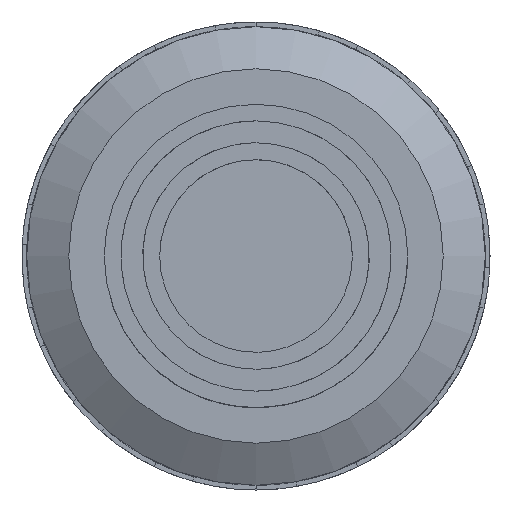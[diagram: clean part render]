
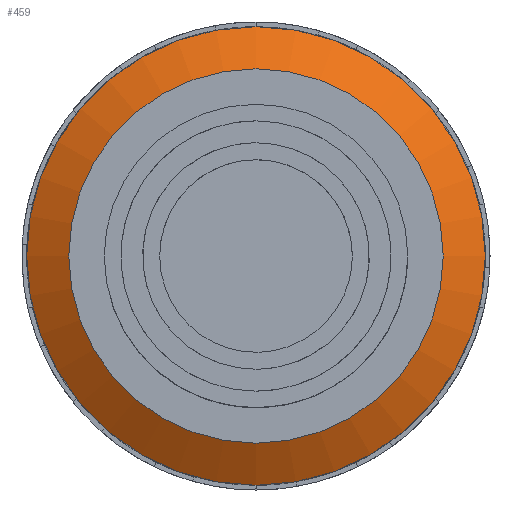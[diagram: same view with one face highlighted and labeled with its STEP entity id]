
A CAD part, left-side view. The second image highlights one B-rep face of the part: STEP entity #459.
In plain terms, the highlighted conical face has half-angle 60 degrees and reference radius 69.75 mm.
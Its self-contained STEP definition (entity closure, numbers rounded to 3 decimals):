
#432=CARTESIAN_POINT('',(-85.33,0.0,0.0));
#433=DIRECTION('',(1.0,0.0,0.0));
#434=DIRECTION('',(0.0,0.0,1.0));
#435=AXIS2_PLACEMENT_3D('',#432,#433,#434);
#436=CONICAL_SURFACE('',#435,69.75,60.);
#437=CARTESIAN_POINT('',(-89.804,0.,-62.0));
#438=VERTEX_POINT('',#437);
#439=CARTESIAN_POINT('',(-89.804,0.0,0.0));
#440=DIRECTION('',(-1.0,0.0,0.0));
#441=DIRECTION('',(0.0,0.0,1.0));
#442=AXIS2_PLACEMENT_3D('',#439,#440,#441);
#443=CIRCLE('',#442,62.0);
#444=EDGE_CURVE('',#438,#438,#443,.T.);
#445=ORIENTED_EDGE('',*,*,#444,.F.);
#446=EDGE_LOOP('',(#445));
#447=FACE_OUTER_BOUND('',#446,.T.);
#448=CARTESIAN_POINT('',(-81.75,0.,-75.95));
#449=VERTEX_POINT('',#448);
#450=CARTESIAN_POINT('',(-81.75,0.0,0.0));
#451=DIRECTION('',(-1.0,0.0,0.0));
#452=DIRECTION('',(0.0,0.0,1.0));
#453=AXIS2_PLACEMENT_3D('',#450,#451,#452);
#454=CIRCLE('',#453,75.95);
#455=EDGE_CURVE('',#449,#449,#454,.T.);
#456=ORIENTED_EDGE('',*,*,#455,.T.);
#457=EDGE_LOOP('',(#456));
#458=FACE_BOUND('',#457,.T.);
#459=ADVANCED_FACE('',(#447,#458),#436,.T.);
